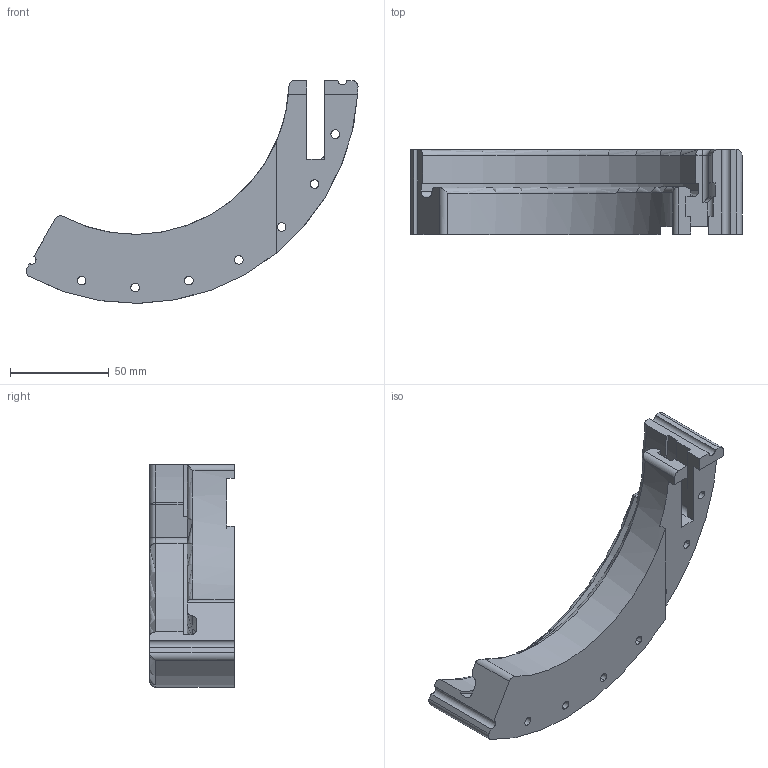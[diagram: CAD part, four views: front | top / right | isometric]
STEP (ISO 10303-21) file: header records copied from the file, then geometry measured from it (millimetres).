
FILE_DESCRIPTION(('CATIA V6 STEP','CAx-IF Rec.Pracs.--- Model Styling and Organization---1.5--- 2016-08-15','CAx-IF Rec.Pracs.---Supplemental Geometry---1.0---2011-11-01','CAx-IF Rec.Pracs.--- Composite Materials ---3.4---2017-06-13','CAx-IF Rec.Pracs.---Tessellated 3D Geometry---1.0---2015-12-17'),'2;1');
FILE_NAME('bridage_capot_frozen.stp','2024-04-16T15:06:36+00:00',('none'),('none'),'3DEXPERIENCE Platform3DEXPERIENCE R2020x HotFix 6','3DEXPERIENCE Platform STEP AP242 v1','none');
FILE_SCHEMA(('AP242_MANAGED_MODEL_BASED_3D_ENGINEERING_MIM_LF {1 0 10303 442 1 1 4}'));
Length unit declared in the file: millimetre
Products named in the file (1): Forme 3D00149182
Bounding box: 168.34 x 43 x 112.99 mm (x, y, z)
Volume: 195915.1 mm3; surface area: 39656.3 mm2
Topology: 1 solids, 1 shells, 72 faces, 204 edges, 133 vertices
Faces by surface type: cylinder 34, plane 29, torus 8, sphere 1
Entity records: 2438 total; most frequent: CARTESIAN_POINT 649, ORIENTED_EDGE 406, DIRECTION 287, EDGE_CURVE 203, VERTEX_POINT 133, AXIS2_PLACEMENT_3D 131, VECTOR 107, LINE 107
